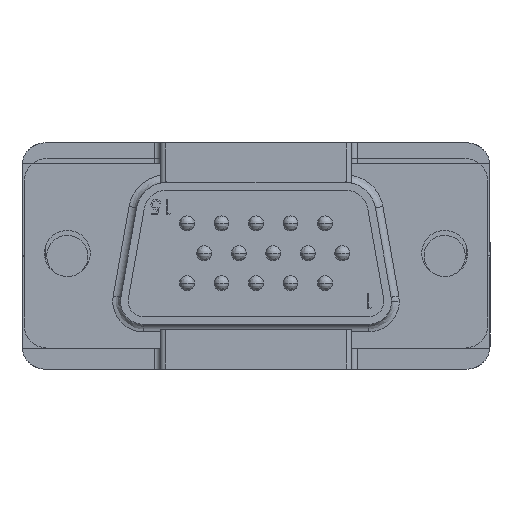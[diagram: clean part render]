
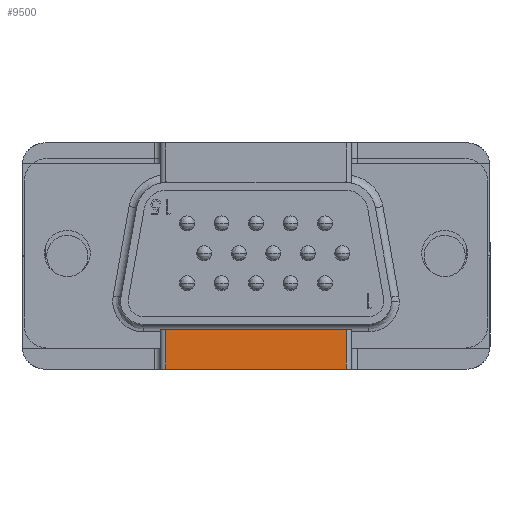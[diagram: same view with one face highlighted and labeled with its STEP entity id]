
A CAD part, front view. The second image highlights one B-rep face of the part: STEP entity #9500.
In plain terms, the highlighted face is planar.
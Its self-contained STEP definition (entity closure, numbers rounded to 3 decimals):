
#208 = EDGE_LOOP ( 'NONE', ( #41224, #26113, #5596, #17032 ) ) ;
#730 = VERTEX_POINT ( 'NONE', #54237 ) ;
#1911 = FACE_OUTER_BOUND ( 'NONE', #208, .T. ) ;
#2758 = DIRECTION ( 'NONE',  ( 0., -1., 0. ) ) ;
#2795 = EDGE_CURVE ( 'NONE', #50792, #730, #4556, .T. ) ;
#3124 = CARTESIAN_POINT ( 'NONE',  ( 6.35, 7.493, 1.168 ) ) ;
#4556 = LINE ( 'NONE', #13518, #37869 ) ;
#5596 = ORIENTED_EDGE ( 'NONE', *, *, #2795, .F. ) ;
#5870 = VECTOR ( 'NONE', #37880, 1000. ) ;
#6313 = VERTEX_POINT ( 'NONE', #11541 ) ;
#9500 = ADVANCED_FACE ( 'NONE', ( #1911 ), #17536, .F. ) ;
#11029 = VECTOR ( 'NONE', #2758, 1000. ) ;
#11541 = CARTESIAN_POINT ( 'NONE',  ( -5.969, 7.493, 1.168 ) ) ;
#13518 = CARTESIAN_POINT ( 'NONE',  ( 6.35, 4.851, 1.168 ) ) ;
#14748 = EDGE_CURVE ( 'NONE', #50792, #33064, #51396, .T. ) ;
#17032 = ORIENTED_EDGE ( 'NONE', *, *, #14748, .T. ) ;
#17399 = LINE ( 'NONE', #3124, #5870 ) ;
#17536 = PLANE ( 'NONE',  #47157 ) ;
#18778 = EDGE_CURVE ( 'NONE', #6313, #730, #45681, .T. ) ;
#25604 = VECTOR ( 'NONE', #41918, 1000. ) ;
#26113 = ORIENTED_EDGE ( 'NONE', *, *, #18778, .T. ) ;
#26302 = DIRECTION ( 'NONE',  ( 0., 1., 0. ) ) ;
#27332 = EDGE_CURVE ( 'NONE', #33064, #6313, #17399, .T. ) ;
#28111 = CARTESIAN_POINT ( 'NONE',  ( 5.969, 7.493, 1.168 ) ) ;
#33064 = VERTEX_POINT ( 'NONE', #28111 ) ;
#34856 = CARTESIAN_POINT ( 'NONE',  ( 6.35, 7.493, 1.168 ) ) ;
#37583 = CARTESIAN_POINT ( 'NONE',  ( 5.969, 7.493, 1.168 ) ) ;
#37869 = VECTOR ( 'NONE', #39748, 1000. ) ;
#37880 = DIRECTION ( 'NONE',  ( -1., 0., 0. ) ) ;
#39748 = DIRECTION ( 'NONE',  ( -1., 0., 0. ) ) ;
#39935 = CARTESIAN_POINT ( 'NONE',  ( 5.969, 4.851, 1.168 ) ) ;
#41224 = ORIENTED_EDGE ( 'NONE', *, *, #27332, .T. ) ;
#41918 = DIRECTION ( 'NONE',  ( 0., 1., 0. ) ) ;
#45681 = LINE ( 'NONE', #54744, #11029 ) ;
#47157 = AXIS2_PLACEMENT_3D ( 'NONE', #34856, #52265, #26302 ) ;
#50792 = VERTEX_POINT ( 'NONE', #39935 ) ;
#51396 = LINE ( 'NONE', #37583, #25604 ) ;
#52265 = DIRECTION ( 'NONE',  ( 0., 0., -1. ) ) ;
#54237 = CARTESIAN_POINT ( 'NONE',  ( -5.969, 4.851, 1.168 ) ) ;
#54744 = CARTESIAN_POINT ( 'NONE',  ( -5.969, 4.851, 1.168 ) ) ;
